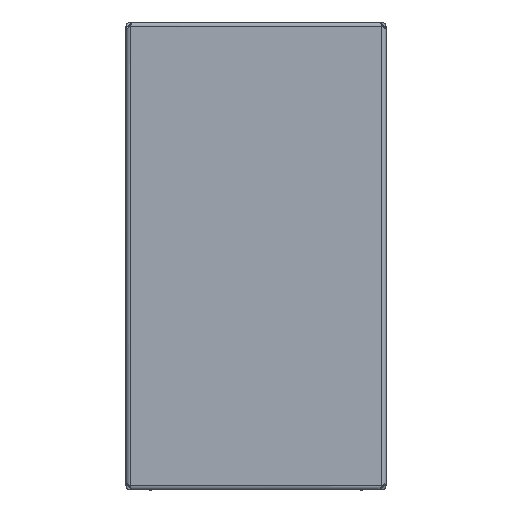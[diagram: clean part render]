
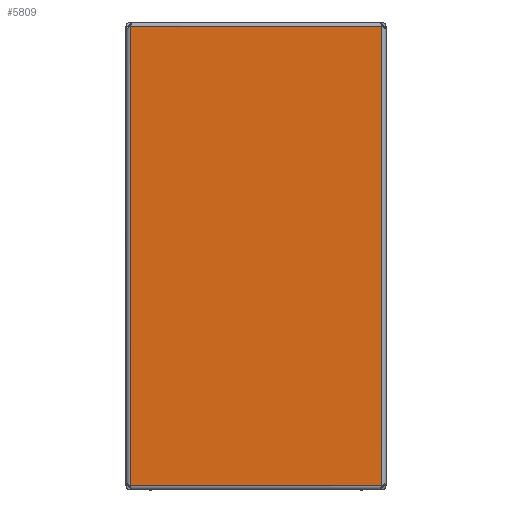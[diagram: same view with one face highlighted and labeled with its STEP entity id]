
A CAD part, front view. The second image highlights one B-rep face of the part: STEP entity #5809.
In plain terms, the highlighted planar face has unit normal (0, -1, 0).
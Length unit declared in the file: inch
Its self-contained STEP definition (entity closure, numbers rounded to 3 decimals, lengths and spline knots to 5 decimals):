
#205 = VERTEX_POINT ( 'NONE', #4167 ) ;
#283 = FACE_OUTER_BOUND ( 'NONE', #584, .T. ) ;
#399 = VECTOR ( 'NONE', #5996, 39.37008 ) ;
#431 = ORIENTED_EDGE ( 'NONE', *, *, #3382, .T. ) ;
#514 = AXIS2_PLACEMENT_3D ( 'NONE', #7327, #3566, #5918 ) ;
#584 = EDGE_LOOP ( 'NONE', ( #3806, #431, #3423, #1738 ) ) ;
#798 = LINE ( 'NONE', #7081, #399 ) ;
#1174 = CARTESIAN_POINT ( 'NONE',  ( -4.83352, 0., -18.66504 ) ) ;
#1522 = EDGE_CURVE ( 'NONE', #205, #3395, #1526, .T. ) ;
#1526 = LINE ( 'NONE', #3868, #3484 ) ;
#1544 = LINE ( 'NONE', #6237, #6768 ) ;
#1726 = CARTESIAN_POINT ( 'NONE',  ( -4.83352, 0., 0. ) ) ;
#1738 = ORIENTED_EDGE ( 'NONE', *, *, #6846, .T. ) ;
#2308 = LINE ( 'NONE', #1726, #2711 ) ;
#2711 = VECTOR ( 'NONE', #5893, 39.37008 ) ;
#2880 = EDGE_CURVE ( 'NONE', #3671, #3690, #2308, .T. ) ;
#3382 = EDGE_CURVE ( 'NONE', #3690, #205, #1544, .T. ) ;
#3395 = VERTEX_POINT ( 'NONE', #6739 ) ;
#3423 = ORIENTED_EDGE ( 'NONE', *, *, #1522, .T. ) ;
#3484 = VECTOR ( 'NONE', #7224, 39.37008 ) ;
#3566 = DIRECTION ( 'NONE',  ( 0., -1., 0. ) ) ;
#3671 = VERTEX_POINT ( 'NONE', #5291 ) ;
#3690 = VERTEX_POINT ( 'NONE', #1174 ) ;
#3806 = ORIENTED_EDGE ( 'NONE', *, *, #2880, .T. ) ;
#3868 = CARTESIAN_POINT ( 'NONE',  ( 4.83352, 0., 0. ) ) ;
#3920 = DIRECTION ( 'NONE',  ( 1., 0., 0. ) ) ;
#4167 = CARTESIAN_POINT ( 'NONE',  ( 4.83352, 0., -18.66504 ) ) ;
#4975 = PLANE ( 'NONE',  #514 ) ;
#5291 = CARTESIAN_POINT ( 'NONE',  ( -4.83352, 0., -0.99806 ) ) ;
#5809 = ADVANCED_FACE ( 'NONE', ( #283 ), #4975, .T. ) ;
#5893 = DIRECTION ( 'NONE',  ( 0., 0., -1. ) ) ;
#5918 = DIRECTION ( 'NONE',  ( 0., 0., -1. ) ) ;
#5996 = DIRECTION ( 'NONE',  ( -1., 0., 0. ) ) ;
#6237 = CARTESIAN_POINT ( 'NONE',  ( -13.9548, 0., -18.66504 ) ) ;
#6739 = CARTESIAN_POINT ( 'NONE',  ( 4.83352, 0., -0.99806 ) ) ;
#6768 = VECTOR ( 'NONE', #3920, 39.37008 ) ;
#6846 = EDGE_CURVE ( 'NONE', #3395, #3671, #798, .T. ) ;
#7081 = CARTESIAN_POINT ( 'NONE',  ( -13.9548, 0., -0.99806 ) ) ;
#7224 = DIRECTION ( 'NONE',  ( 0., 0., 1. ) ) ;
#7327 = CARTESIAN_POINT ( 'NONE',  ( -13.9548, 0., 0. ) ) ;
